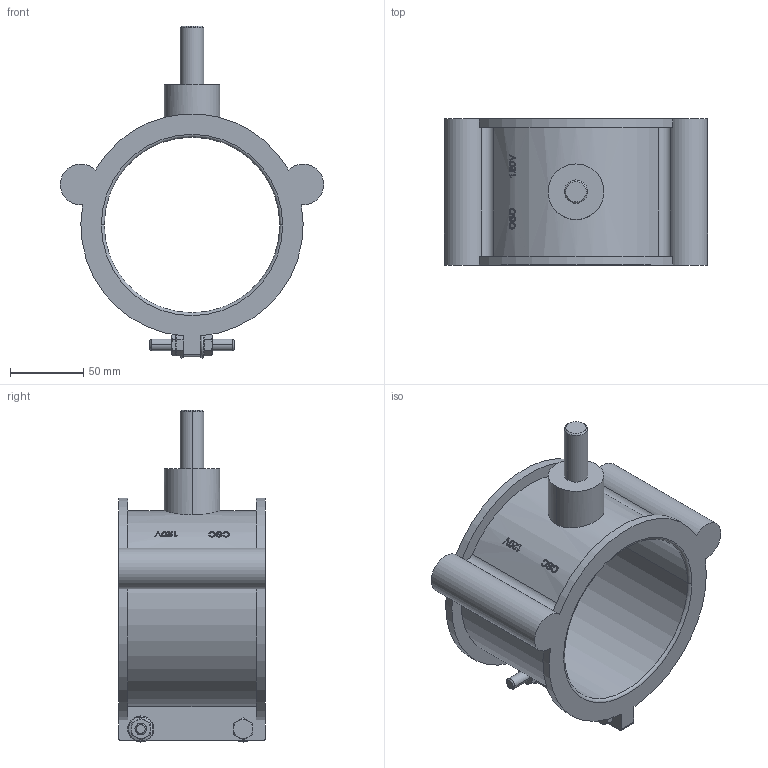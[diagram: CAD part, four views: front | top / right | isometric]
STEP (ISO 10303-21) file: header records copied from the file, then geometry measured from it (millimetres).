
FILE_DESCRIPTION((''),'2;1');
FILE_NAME('ALROC-CSC120V','2019-05-09T14:06:08',('sylvain.bidault'),(''),'CREO PARAMETRIC BY PTC INC, 2018100','CREO PARAMETRIC BY PTC INC, 2018100','');
FILE_SCHEMA(('CONFIG_CONTROL_DESIGN'));
Length unit declared in the file: millimetre
Products named in the file (1): ALROC-CSC120V
Bounding box: 179.89 x 100 x 226.9 mm (x, y, z)
Volume: 523906.9 mm3; surface area: 127117.7 mm2
Topology: 1 solids, 1 shells, 234 faces, 606 edges, 390 vertices
Faces by surface type: bspline 97, plane 62, cone 34, cylinder 33, torus 8
Entity records: 11404 total; most frequent: CARTESIAN_POINT 6347, ORIENTED_EDGE 1212, DIRECTION 738, EDGE_CURVE 606, VERTEX_POINT 390, B_SPLINE_CURVE_WITH_KNOTS 256, EDGE_LOOP 252, AXIS2_PLACEMENT_3D 251
